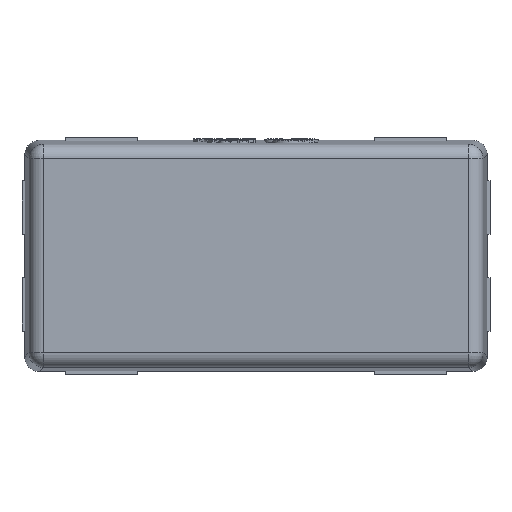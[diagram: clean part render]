
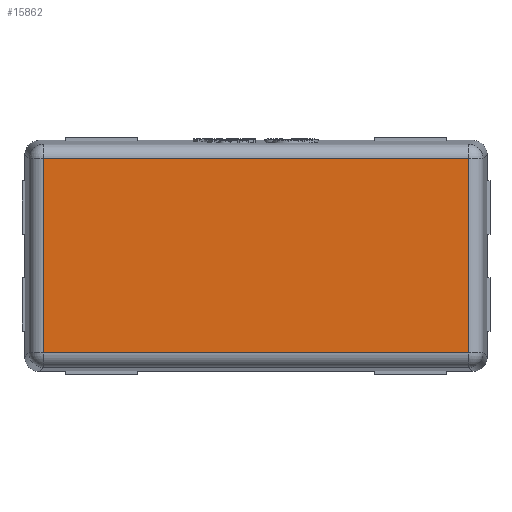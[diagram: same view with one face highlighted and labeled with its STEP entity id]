
A CAD part, top view. The second image highlights one B-rep face of the part: STEP entity #15862.
In plain terms, the highlighted planar face has unit normal (0, 0, 1).
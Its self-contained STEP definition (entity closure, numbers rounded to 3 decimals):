
#1091 = VECTOR ( 'NONE', #3667, 1000. ) ;
#2066 = VERTEX_POINT ( 'NONE', #3958 ) ;
#2221 = ORIENTED_EDGE ( 'NONE', *, *, #6065, .T. ) ;
#3038 = CARTESIAN_POINT ( 'NONE',  ( 0., 0., 0.5 ) ) ;
#3124 = LINE ( 'NONE', #4337, #11534 ) ;
#3667 = DIRECTION ( 'NONE',  ( 0., -1., 0. ) ) ;
#3891 = EDGE_CURVE ( 'NONE', #2066, #11122, #16380, .T. ) ;
#3958 = CARTESIAN_POINT ( 'NONE',  ( -0.736, -0.336, 0.5 ) ) ;
#4147 = PLANE ( 'NONE',  #10808 ) ;
#4337 = CARTESIAN_POINT ( 'NONE',  ( 0.736, 0.383, 0.5 ) ) ;
#4834 = CARTESIAN_POINT ( 'NONE',  ( 0.783, -0.336, 0.5 ) ) ;
#5881 = VECTOR ( 'NONE', #15129, 1000. ) ;
#6065 = EDGE_CURVE ( 'NONE', #12937, #9647, #11263, .T. ) ;
#6160 = VECTOR ( 'NONE', #6343, 1000. ) ;
#6343 = DIRECTION ( 'NONE',  ( -1., 0., 0. ) ) ;
#7487 = LINE ( 'NONE', #15247, #1091 ) ;
#8439 = ORIENTED_EDGE ( 'NONE', *, *, #3891, .T. ) ;
#9647 = VERTEX_POINT ( 'NONE', #16686 ) ;
#10808 = AXIS2_PLACEMENT_3D ( 'NONE', #3038, #15641, #14379 ) ;
#11122 = VERTEX_POINT ( 'NONE', #11950 ) ;
#11263 = LINE ( 'NONE', #12535, #6160 ) ;
#11534 = VECTOR ( 'NONE', #13475, 1000. ) ;
#11950 = CARTESIAN_POINT ( 'NONE',  ( 0.736, -0.336, 0.5 ) ) ;
#12535 = CARTESIAN_POINT ( 'NONE',  ( -0.783, 0.336, 0.5 ) ) ;
#12937 = VERTEX_POINT ( 'NONE', #13056 ) ;
#13032 = EDGE_CURVE ( 'NONE', #11122, #12937, #3124, .T. ) ;
#13056 = CARTESIAN_POINT ( 'NONE',  ( 0.736, 0.336, 0.5 ) ) ;
#13369 = FACE_OUTER_BOUND ( 'NONE', #14493, .T. ) ;
#13413 = ORIENTED_EDGE ( 'NONE', *, *, #13032, .T. ) ;
#13475 = DIRECTION ( 'NONE',  ( 0., 1., 0. ) ) ;
#14379 = DIRECTION ( 'NONE',  ( 1., 0., 0. ) ) ;
#14493 = EDGE_LOOP ( 'NONE', ( #14540, #8439, #13413, #2221 ) ) ;
#14540 = ORIENTED_EDGE ( 'NONE', *, *, #15451, .T. ) ;
#15129 = DIRECTION ( 'NONE',  ( 1., 0., 0. ) ) ;
#15247 = CARTESIAN_POINT ( 'NONE',  ( -0.736, -0.383, 0.5 ) ) ;
#15451 = EDGE_CURVE ( 'NONE', #9647, #2066, #7487, .T. ) ;
#15641 = DIRECTION ( 'NONE',  ( 0., 0., 1. ) ) ;
#15862 = ADVANCED_FACE ( 'NONE', ( #13369 ), #4147, .T. ) ;
#16380 = LINE ( 'NONE', #4834, #5881 ) ;
#16686 = CARTESIAN_POINT ( 'NONE',  ( -0.736, 0.336, 0.5 ) ) ;
